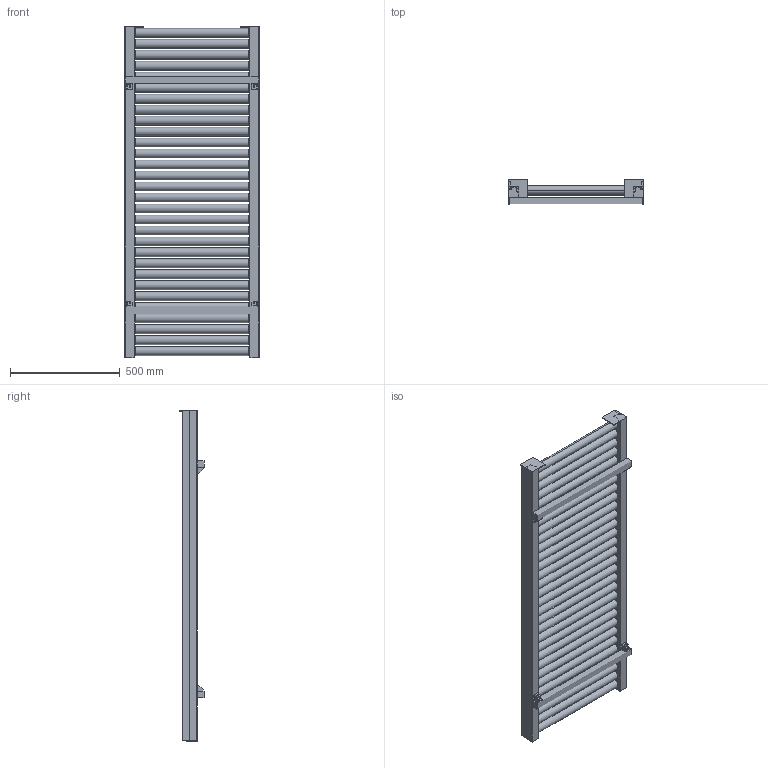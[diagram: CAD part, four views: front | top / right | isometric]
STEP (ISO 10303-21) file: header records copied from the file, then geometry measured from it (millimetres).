
FILE_DESCRIPTION(('STEP AP214'),'1');
FILE_NAME('cctmp_96D11DFF-D675-42F0-9C0E-6F51FCF75FEB_2024_03_29_11_35_48_0612_16932..stp','2024-03-29T10:35:49',('Bosch Rexroth AG'),('CADClick - www.CADClick.com'),'Spatial InterOp 3D',' ','unknown authorization - (Healing Option Enabled)');
FILE_SCHEMA(('AUTOMOTIVE_DESIGN'));
Length unit declared in the file: millimetre
Products named in the file (31): 2024_03_29_11_35_48_0580
Bounding box: 612.3 x 110 x 1508 mm (x, y, z)
Volume: 26976951.3 mm3; surface area: 3389917.6 mm2
Topology: 31 solids, 33 shells, 854 faces, 1942 edges, 1280 vertices
Faces by surface type: plane 498, cylinder 356
Entity records: 31636 total; most frequent: DIRECTION 4428, CARTESIAN_POINT 4107, ORIENTED_EDGE 3884, EDGE_CURVE 1942, AXIS2_PLACEMENT_3D 1601, VERTEX_POINT 1280, LINE 1226, VECTOR 1226
